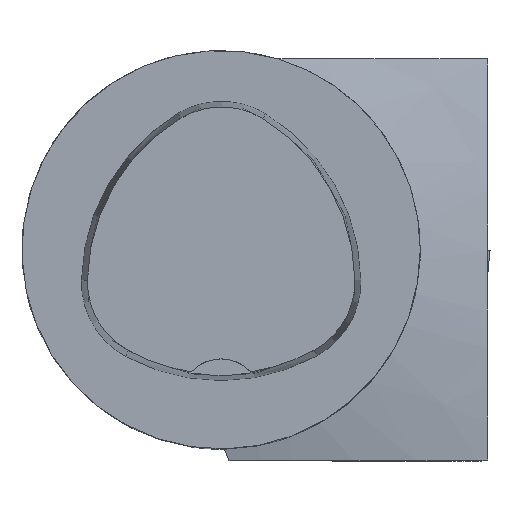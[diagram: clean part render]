
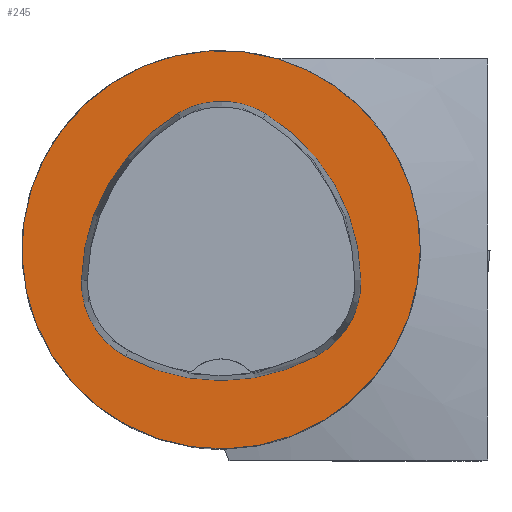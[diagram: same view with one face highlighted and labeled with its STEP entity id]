
A CAD part, top view. The second image highlights one B-rep face of the part: STEP entity #245.
In plain terms, the highlighted planar face has unit normal (0, 0, 1).
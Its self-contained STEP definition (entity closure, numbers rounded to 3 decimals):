
#111=FACE_BOUND('',#491,.T.);
#112=FACE_BOUND('',#492,.T.);
#161=CIRCLE('',#1863,20.);
#167=CIRCLE('',#1886,20.);
#169=CIRCLE('',#1889,8.5);
#171=CIRCLE('',#1892,20.);
#173=CIRCLE('',#1895,8.5);
#176=CIRCLE('',#1899,20.);
#179=CIRCLE('',#1903,8.5);
#245=ADVANCED_FACE('',(#111,#112),#316,.T.);
#316=PLANE('',#1908);
#491=EDGE_LOOP('',(#875,#876,#877,#878,#879,#880));
#492=EDGE_LOOP('',(#881));
#875=ORIENTED_EDGE('',*,*,#1363,.F.);
#876=ORIENTED_EDGE('',*,*,#1358,.F.);
#877=ORIENTED_EDGE('',*,*,#1353,.F.);
#878=ORIENTED_EDGE('',*,*,#1350,.F.);
#879=ORIENTED_EDGE('',*,*,#1347,.F.);
#880=ORIENTED_EDGE('',*,*,#1343,.F.);
#881=ORIENTED_EDGE('',*,*,#1304,.T.);
#1113=VERTEX_POINT('',#2926);
#1134=VERTEX_POINT('',#3016);
#1135=VERTEX_POINT('',#3017);
#1138=VERTEX_POINT('',#3025);
#1140=VERTEX_POINT('',#3031);
#1142=VERTEX_POINT('',#3037);
#1146=VERTEX_POINT('',#3050);
#1304=EDGE_CURVE('',#1113,#1113,#161,.T.);
#1343=EDGE_CURVE('',#1134,#1135,#167,.T.);
#1347=EDGE_CURVE('',#1135,#1138,#169,.T.);
#1350=EDGE_CURVE('',#1138,#1140,#171,.T.);
#1353=EDGE_CURVE('',#1140,#1142,#173,.T.);
#1358=EDGE_CURVE('',#1142,#1146,#176,.T.);
#1363=EDGE_CURVE('',#1146,#1134,#179,.T.);
#1863=AXIS2_PLACEMENT_3D('',#2925,#2177,#2178);
#1886=AXIS2_PLACEMENT_3D('',#3015,#2251,#2252);
#1889=AXIS2_PLACEMENT_3D('',#3024,#2259,#2260);
#1892=AXIS2_PLACEMENT_3D('',#3030,#2266,#2267);
#1895=AXIS2_PLACEMENT_3D('',#3036,#2273,#2274);
#1899=AXIS2_PLACEMENT_3D('',#3049,#2282,#2283);
#1903=AXIS2_PLACEMENT_3D('',#3062,#2291,#2292);
#1908=AXIS2_PLACEMENT_3D('',#3067,#2301,#2302);
#2177=DIRECTION('',(0.,0.,1.));
#2178=DIRECTION('',(1.,0.,0.));
#2251=DIRECTION('',(0.,0.,1.));
#2252=DIRECTION('',(1.,0.,0.));
#2259=DIRECTION('',(0.,0.,1.));
#2260=DIRECTION('',(1.,0.,0.));
#2266=DIRECTION('',(0.,0.,1.));
#2267=DIRECTION('',(1.,0.,0.));
#2273=DIRECTION('',(0.,0.,1.));
#2274=DIRECTION('',(1.,0.,0.));
#2282=DIRECTION('',(0.,0.,1.));
#2283=DIRECTION('',(1.,0.,0.));
#2291=DIRECTION('',(0.,0.,1.));
#2292=DIRECTION('',(1.,0.,0.));
#2301=DIRECTION('',(0.,0.,1.));
#2302=DIRECTION('',(-1.,0.,0.));
#2925=CARTESIAN_POINT('',(0.,0.,0.));
#2926=CARTESIAN_POINT('',(20.,0.,0.));
#3015=CARTESIAN_POINT('',(-5.955,-3.414,0.));
#3016=CARTESIAN_POINT('',(14.041,-3.042,0.));
#3017=CARTESIAN_POINT('',(4.472,13.653,0.));
#3024=CARTESIAN_POINT('',(0.04,6.4,0.));
#3025=CARTESIAN_POINT('',(-4.347,13.68,0.));
#3030=CARTESIAN_POINT('',(5.976,-3.45,0.));
#3031=CARTESIAN_POINT('',(-14.021,-3.075,0.));
#3036=CARTESIAN_POINT('',(-5.522,-3.235,0.));
#3037=CARTESIAN_POINT('',(-9.588,-10.699,0.));
#3049=CARTESIAN_POINT('',(-0.022,6.864,0.));
#3050=CARTESIAN_POINT('',(9.655,-10.639,0.));
#3062=CARTESIAN_POINT('',(5.543,-3.2,0.));
#3067=CARTESIAN_POINT('',(0.,0.,0.));
